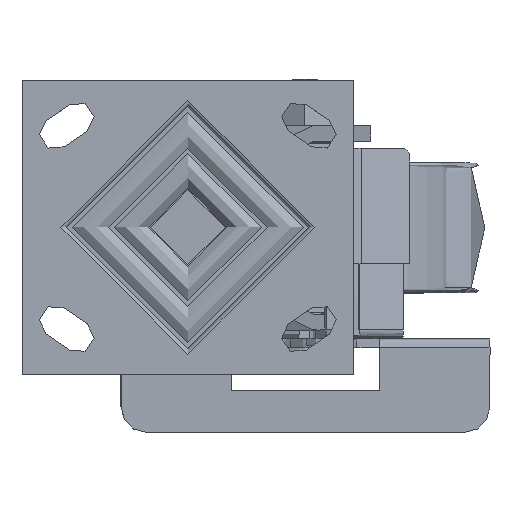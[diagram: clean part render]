
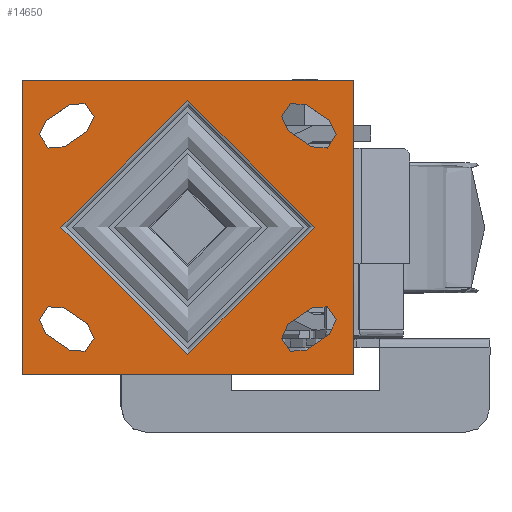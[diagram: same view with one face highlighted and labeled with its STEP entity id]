
A CAD part, top view. The second image highlights one B-rep face of the part: STEP entity #14650.
In plain terms, the highlighted planar face has unit normal (0, 0, 1).
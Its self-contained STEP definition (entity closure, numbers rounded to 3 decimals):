
#1622=FACE_BOUND('',#3636,.T.);
#1623=FACE_BOUND('',#3637,.T.);
#1624=FACE_BOUND('',#3638,.T.);
#1625=FACE_BOUND('',#3639,.T.);
#1626=FACE_BOUND('',#3640,.T.);
#1947=PLANE('',#16007);
#2706=FACE_OUTER_BOUND('',#3635,.T.);
#3635=EDGE_LOOP('',(#13103,#13104,#13105,#13106));
#3636=EDGE_LOOP('',(#13107));
#3637=EDGE_LOOP('',(#13108,#13109,#13110,#13111));
#3638=EDGE_LOOP('',(#13112,#13113,#13114,#13115));
#3639=EDGE_LOOP('',(#13116,#13117,#13118,#13119));
#3640=EDGE_LOOP('',(#13120,#13121,#13122,#13123));
#4530=LINE('',#36494,#5444);
#4532=LINE('',#36497,#5446);
#4534=LINE('',#36500,#5448);
#4536=LINE('',#36503,#5450);
#4538=LINE('',#36506,#5452);
#4540=LINE('',#36509,#5454);
#4542=LINE('',#36512,#5456);
#4544=LINE('',#36515,#5458);
#4547=LINE('',#36523,#5461);
#4549=LINE('',#36527,#5463);
#4550=LINE('',#36529,#5464);
#4551=LINE('',#36530,#5465);
#5444=VECTOR('',#18885,1000.);
#5446=VECTOR('',#18889,1000.);
#5448=VECTOR('',#18893,1000.);
#5450=VECTOR('',#18897,1000.);
#5452=VECTOR('',#18901,1000.);
#5454=VECTOR('',#18905,1000.);
#5456=VECTOR('',#18909,1000.);
#5458=VECTOR('',#18913,1000.);
#5461=VECTOR('',#18918,1000.);
#5463=VECTOR('',#18922,1000.);
#5464=VECTOR('',#18923,1000.);
#5465=VECTOR('',#18924,1000.);
#6019=CIRCLE('',#15917,43.984);
#6055=CIRCLE('',#15976,5.5);
#6056=CIRCLE('',#15978,5.5);
#6058=CIRCLE('',#15981,5.5);
#6061=CIRCLE('',#15985,5.5);
#6062=CIRCLE('',#15987,5.5);
#6065=CIRCLE('',#15991,5.5);
#6067=CIRCLE('',#15994,5.5);
#6068=CIRCLE('',#15996,5.5);
#7248=VERTEX_POINT('',#36291);
#7304=VERTEX_POINT('',#36424);
#7305=VERTEX_POINT('',#36426);
#7306=VERTEX_POINT('',#36430);
#7307=VERTEX_POINT('',#36431);
#7310=VERTEX_POINT('',#36439);
#7311=VERTEX_POINT('',#36440);
#7316=VERTEX_POINT('',#36451);
#7317=VERTEX_POINT('',#36453);
#7318=VERTEX_POINT('',#36457);
#7319=VERTEX_POINT('',#36458);
#7324=VERTEX_POINT('',#36469);
#7325=VERTEX_POINT('',#36471);
#7328=VERTEX_POINT('',#36478);
#7329=VERTEX_POINT('',#36480);
#7330=VERTEX_POINT('',#36484);
#7331=VERTEX_POINT('',#36485);
#7336=VERTEX_POINT('',#36520);
#7337=VERTEX_POINT('',#36522);
#7338=VERTEX_POINT('',#36526);
#7339=VERTEX_POINT('',#36528);
#9203=EDGE_CURVE('',#7248,#7248,#6019,.T.);
#9269=EDGE_CURVE('',#7305,#7304,#6055,.T.);
#9271=EDGE_CURVE('',#7306,#7307,#6056,.T.);
#9275=EDGE_CURVE('',#7310,#7311,#6058,.T.);
#9281=EDGE_CURVE('',#7317,#7316,#6061,.T.);
#9283=EDGE_CURVE('',#7318,#7319,#6062,.T.);
#9289=EDGE_CURVE('',#7325,#7324,#6065,.T.);
#9293=EDGE_CURVE('',#7329,#7328,#6067,.T.);
#9295=EDGE_CURVE('',#7330,#7331,#6068,.T.);
#9300=EDGE_CURVE('',#7328,#7330,#4530,.T.);
#9302=EDGE_CURVE('',#7331,#7329,#4532,.T.);
#9304=EDGE_CURVE('',#7319,#7325,#4534,.T.);
#9306=EDGE_CURVE('',#7324,#7318,#4536,.T.);
#9308=EDGE_CURVE('',#7311,#7317,#4538,.T.);
#9310=EDGE_CURVE('',#7316,#7310,#4540,.T.);
#9312=EDGE_CURVE('',#7304,#7306,#4542,.T.);
#9314=EDGE_CURVE('',#7307,#7305,#4544,.T.);
#9317=EDGE_CURVE('',#7336,#7337,#4547,.T.);
#9319=EDGE_CURVE('',#7338,#7336,#4549,.T.);
#9320=EDGE_CURVE('',#7339,#7338,#4550,.T.);
#9321=EDGE_CURVE('',#7337,#7339,#4551,.T.);
#13103=ORIENTED_EDGE('',*,*,#9319,.F.);
#13104=ORIENTED_EDGE('',*,*,#9320,.F.);
#13105=ORIENTED_EDGE('',*,*,#9321,.F.);
#13106=ORIENTED_EDGE('',*,*,#9317,.F.);
#13107=ORIENTED_EDGE('',*,*,#9203,.F.);
#13108=ORIENTED_EDGE('',*,*,#9293,.T.);
#13109=ORIENTED_EDGE('',*,*,#9300,.T.);
#13110=ORIENTED_EDGE('',*,*,#9295,.T.);
#13111=ORIENTED_EDGE('',*,*,#9302,.T.);
#13112=ORIENTED_EDGE('',*,*,#9283,.T.);
#13113=ORIENTED_EDGE('',*,*,#9304,.T.);
#13114=ORIENTED_EDGE('',*,*,#9289,.T.);
#13115=ORIENTED_EDGE('',*,*,#9306,.T.);
#13116=ORIENTED_EDGE('',*,*,#9275,.T.);
#13117=ORIENTED_EDGE('',*,*,#9308,.T.);
#13118=ORIENTED_EDGE('',*,*,#9281,.T.);
#13119=ORIENTED_EDGE('',*,*,#9310,.T.);
#13120=ORIENTED_EDGE('',*,*,#9269,.T.);
#13121=ORIENTED_EDGE('',*,*,#9312,.T.);
#13122=ORIENTED_EDGE('',*,*,#9271,.T.);
#13123=ORIENTED_EDGE('',*,*,#9314,.T.);
#14650=ADVANCED_FACE('',(#2706,#1622,#1623,#1624,#1625,#1626),#1947,.T.);
#15917=AXIS2_PLACEMENT_3D('',#36293,#18687,#18688);
#15976=AXIS2_PLACEMENT_3D('',#36427,#18823,#18824);
#15978=AXIS2_PLACEMENT_3D('',#36432,#18828,#18829);
#15981=AXIS2_PLACEMENT_3D('',#36441,#18836,#18837);
#15985=AXIS2_PLACEMENT_3D('',#36454,#18847,#18848);
#15987=AXIS2_PLACEMENT_3D('',#36459,#18852,#18853);
#15991=AXIS2_PLACEMENT_3D('',#36472,#18863,#18864);
#15994=AXIS2_PLACEMENT_3D('',#36481,#18871,#18872);
#15996=AXIS2_PLACEMENT_3D('',#36486,#18876,#18877);
#16007=AXIS2_PLACEMENT_3D('',#36525,#18920,#18921);
#18687=DIRECTION('center_axis',(0.,0.,1.));
#18688=DIRECTION('ref_axis',(-1.,0.,0.));
#18823=DIRECTION('center_axis',(0.,0.,-1.));
#18824=DIRECTION('ref_axis',(-1.,0.,0.));
#18828=DIRECTION('center_axis',(0.,0.,-1.));
#18829=DIRECTION('ref_axis',(-1.,0.,0.));
#18836=DIRECTION('center_axis',(0.,0.,-1.));
#18837=DIRECTION('ref_axis',(-1.,0.,0.));
#18847=DIRECTION('center_axis',(0.,0.,-1.));
#18848=DIRECTION('ref_axis',(-1.,0.,0.));
#18852=DIRECTION('center_axis',(0.,0.,-1.));
#18853=DIRECTION('ref_axis',(1.,0.,0.));
#18863=DIRECTION('center_axis',(0.,0.,-1.));
#18864=DIRECTION('ref_axis',(1.,0.,0.));
#18871=DIRECTION('center_axis',(0.,0.,-1.));
#18872=DIRECTION('ref_axis',(1.,0.,0.));
#18876=DIRECTION('center_axis',(0.,0.,-1.));
#18877=DIRECTION('ref_axis',(1.,0.,0.));
#18885=DIRECTION('',(-0.824,-0.567,0.));
#18889=DIRECTION('',(0.824,0.567,0.));
#18893=DIRECTION('',(0.824,-0.567,0.));
#18897=DIRECTION('',(-0.824,0.567,0.));
#18901=DIRECTION('',(-0.824,-0.567,0.));
#18905=DIRECTION('',(0.824,0.567,0.));
#18909=DIRECTION('',(0.824,-0.567,0.));
#18913=DIRECTION('',(-0.824,0.567,0.));
#18918=DIRECTION('',(1.,0.,0.));
#18920=DIRECTION('center_axis',(0.,0.,1.));
#18921=DIRECTION('ref_axis',(1.,0.,0.));
#18922=DIRECTION('',(0.,1.,0.));
#18923=DIRECTION('',(-1.,0.,0.));
#18924=DIRECTION('',(0.,-1.,0.));
#36291=CARTESIAN_POINT('',(43.984,0.,0.));
#36293=CARTESIAN_POINT('Origin',(0.,0.,0.));
#36424=CARTESIAN_POINT('',(41.116,42.532,0.));
#36426=CARTESIAN_POINT('',(34.884,33.468,0.));
#36427=CARTESIAN_POINT('Origin',(38.,38.,0.));
#36430=CARTESIAN_POINT('',(49.116,37.032,0.));
#36431=CARTESIAN_POINT('',(42.884,27.968,0.));
#36432=CARTESIAN_POINT('Origin',(46.,32.5,0.));
#36439=CARTESIAN_POINT('',(42.884,-27.968,0.));
#36440=CARTESIAN_POINT('',(49.116,-37.032,0.));
#36441=CARTESIAN_POINT('Origin',(46.,-32.5,0.));
#36451=CARTESIAN_POINT('',(34.884,-33.468,0.));
#36453=CARTESIAN_POINT('',(41.116,-42.532,0.));
#36454=CARTESIAN_POINT('Origin',(38.,-38.,0.));
#36457=CARTESIAN_POINT('',(-49.116,-37.032,0.));
#36458=CARTESIAN_POINT('',(-42.884,-27.968,0.));
#36459=CARTESIAN_POINT('Origin',(-46.,-32.5,0.));
#36469=CARTESIAN_POINT('',(-41.116,-42.532,0.));
#36471=CARTESIAN_POINT('',(-34.884,-33.468,0.));
#36472=CARTESIAN_POINT('Origin',(-38.,-38.,0.));
#36478=CARTESIAN_POINT('',(-34.884,33.468,0.));
#36480=CARTESIAN_POINT('',(-41.116,42.532,0.));
#36481=CARTESIAN_POINT('Origin',(-38.,38.,0.));
#36484=CARTESIAN_POINT('',(-42.884,27.968,0.));
#36485=CARTESIAN_POINT('',(-49.116,37.032,0.));
#36486=CARTESIAN_POINT('Origin',(-46.,32.5,0.));
#36494=CARTESIAN_POINT('',(-32.852,34.865,0.));
#36497=CARTESIAN_POINT('',(-39.084,43.929,0.));
#36500=CARTESIAN_POINT('',(-32.852,-34.865,0.));
#36503=CARTESIAN_POINT('',(-39.084,-43.929,0.));
#36506=CARTESIAN_POINT('',(39.084,-43.929,0.));
#36509=CARTESIAN_POINT('',(32.852,-34.865,0.));
#36512=CARTESIAN_POINT('',(39.084,43.929,0.));
#36515=CARTESIAN_POINT('',(32.852,34.865,0.));
#36520=CARTESIAN_POINT('',(-57.5,51.,0.));
#36522=CARTESIAN_POINT('',(57.5,51.,0.));
#36523=CARTESIAN_POINT('',(0.,51.,0.));
#36525=CARTESIAN_POINT('Origin',(0.,0.,0.));
#36526=CARTESIAN_POINT('',(-57.5,-51.,0.));
#36527=CARTESIAN_POINT('',(-57.5,0.,0.));
#36528=CARTESIAN_POINT('',(57.5,-51.,0.));
#36529=CARTESIAN_POINT('',(0.,-51.,0.));
#36530=CARTESIAN_POINT('',(57.5,0.,0.));
